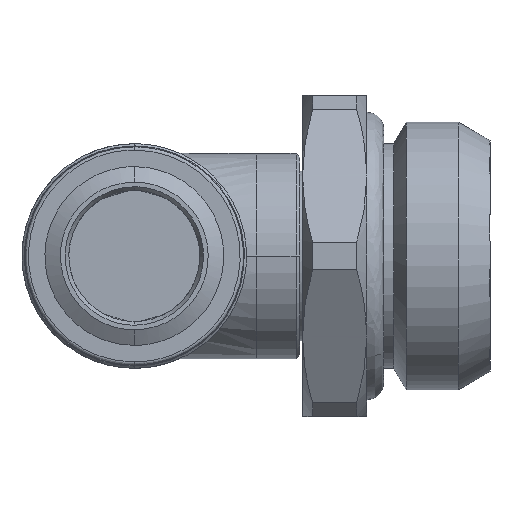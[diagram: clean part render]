
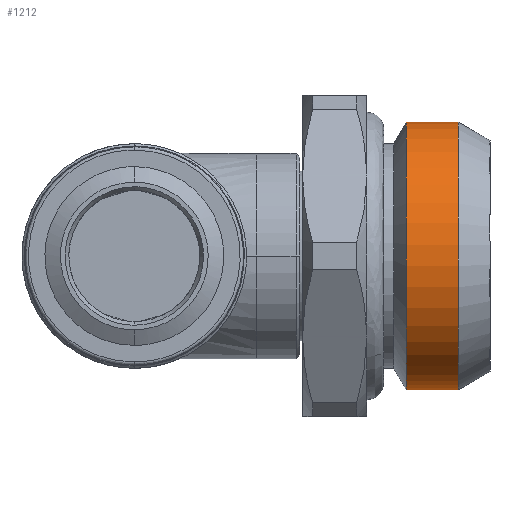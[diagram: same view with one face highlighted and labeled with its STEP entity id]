
A CAD part, left-side view. The second image highlights one B-rep face of the part: STEP entity #1212.
In plain terms, the highlighted free-form (B-spline) face has degree [1, 3] with [2, 4] control points.
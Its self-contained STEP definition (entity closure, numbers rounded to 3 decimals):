
#395 = VERTEX_POINT ( 'NONE', #5931 ) ;
#429 = EDGE_CURVE ( 'NONE', #6942, #9355, #9220, .T. ) ;
#583 = CARTESIAN_POINT ( 'NONE',  ( -20.87, -25.215, -10.435 ) ) ;
#590 =( BOUNDED_CURVE ( )  B_SPLINE_CURVE ( 3, ( #4684, #3932, #6955, #6080 ),
 .UNSPECIFIED., .F., .F. ) 
 B_SPLINE_CURVE_WITH_KNOTS ( ( 4, 4 ),
 ( -3.142, 0. ),
 .UNSPECIFIED. ) 
 CURVE ( )  GEOMETRIC_REPRESENTATION_ITEM ( )  RATIONAL_B_SPLINE_CURVE ( ( 1., 0.333, 0.333, 1. ) ) 
 REPRESENTATION_ITEM ( '' )  );
#1212 = ADVANCED_FACE ( 'NONE', ( #7507 ), #9809, .F. ) ;
#1271 = CARTESIAN_POINT ( 'NONE',  ( -20.87, -25.215, 10.435 ) ) ;
#1351 = ORIENTED_EDGE ( 'NONE', *, *, #429, .F. ) ;
#1704 = CARTESIAN_POINT ( 'NONE',  ( -20.87, -21.173, 10.435 ) ) ;
#1739 = CARTESIAN_POINT ( 'NONE',  ( -20.87, -25.215, 10.435 ) ) ;
#2044 = EDGE_LOOP ( 'NONE', ( #6721, #2528, #5655, #1351 ) ) ;
#2504 = CARTESIAN_POINT ( 'NONE',  ( -20.87, -21.173, -10.435 ) ) ;
#2528 = ORIENTED_EDGE ( 'NONE', *, *, #3267, .F. ) ;
#2624 = CARTESIAN_POINT ( 'NONE',  ( 0., -21.173, 10.435 ) ) ;
#2857 =( BOUNDED_CURVE ( )  B_SPLINE_CURVE ( 3, ( #9047, #1271, #583, #5917 ),
 .UNSPECIFIED., .F., .F. ) 
 B_SPLINE_CURVE_WITH_KNOTS ( ( 4, 4 ),
 ( -3.142, 0. ),
 .UNSPECIFIED. ) 
 CURVE ( )  GEOMETRIC_REPRESENTATION_ITEM ( )  RATIONAL_B_SPLINE_CURVE ( ( 1., 0.333, 0.333, 1. ) ) 
 REPRESENTATION_ITEM ( '' )  );
#3259 = CARTESIAN_POINT ( 'NONE',  ( 0., -25.215, 10.435 ) ) ;
#3267 = EDGE_CURVE ( 'NONE', #395, #6358, #9597, .T. ) ;
#3926 = EDGE_CURVE ( 'NONE', #6942, #6358, #590, .T. ) ;
#3932 = CARTESIAN_POINT ( 'NONE',  ( -20.87, -21.173, 10.435 ) ) ;
#4289 = CARTESIAN_POINT ( 'NONE',  ( 0., -25.215, 10.435 ) ) ;
#4684 = CARTESIAN_POINT ( 'NONE',  ( 0., -21.173, 10.435 ) ) ;
#4797 = CARTESIAN_POINT ( 'NONE',  ( 0., -25.215, -10.435 ) ) ;
#5566 = CARTESIAN_POINT ( 'NONE',  ( 0., -25.215, -10.435 ) ) ;
#5655 = ORIENTED_EDGE ( 'NONE', *, *, #7834, .F. ) ;
#5917 = CARTESIAN_POINT ( 'NONE',  ( 0., -25.215, -10.435 ) ) ;
#5931 = CARTESIAN_POINT ( 'NONE',  ( 0., -25.215, -10.435 ) ) ;
#6080 = CARTESIAN_POINT ( 'NONE',  ( 0., -21.173, -10.435 ) ) ;
#6358 = VERTEX_POINT ( 'NONE', #8337 ) ;
#6721 = ORIENTED_EDGE ( 'NONE', *, *, #3926, .T. ) ;
#6798 = CARTESIAN_POINT ( 'NONE',  ( 0., -21.173, 10.435 ) ) ;
#6942 = VERTEX_POINT ( 'NONE', #7172 ) ;
#6955 = CARTESIAN_POINT ( 'NONE',  ( -20.87, -21.173, -10.435 ) ) ;
#7098 = CARTESIAN_POINT ( 'NONE',  ( 0., -21.173, -10.435 ) ) ;
#7172 = CARTESIAN_POINT ( 'NONE',  ( 0., -21.173, 10.435 ) ) ;
#7507 = FACE_OUTER_BOUND ( 'NONE', #2044, .T. ) ;
#7806 = CARTESIAN_POINT ( 'NONE',  ( 0., -21.173, -10.435 ) ) ;
#7834 = EDGE_CURVE ( 'NONE', #9355, #395, #2857, .T. ) ;
#8337 = CARTESIAN_POINT ( 'NONE',  ( 0., -21.173, -10.435 ) ) ;
#8447 = CARTESIAN_POINT ( 'NONE',  ( 0., -25.215, 10.435 ) ) ;
#8601 = CARTESIAN_POINT ( 'NONE',  ( -20.87, -25.215, -10.435 ) ) ;
#9047 = CARTESIAN_POINT ( 'NONE',  ( 0., -25.215, 10.435 ) ) ;
#9220 = B_SPLINE_CURVE_WITH_KNOTS ( 'NONE', 1,
 ( #6798, #8447 ),
 .UNSPECIFIED., .F., .F.,
 ( 2, 2 ),
 ( -1., 0. ),
 .UNSPECIFIED. ) ;
#9355 = VERTEX_POINT ( 'NONE', #4289 ) ;
#9597 = B_SPLINE_CURVE_WITH_KNOTS ( 'NONE', 1,
 ( #5566, #7098 ),
 .UNSPECIFIED., .F., .F.,
 ( 2, 2 ),
 ( -1., 0. ),
 .UNSPECIFIED. ) ;
#9809 =( BOUNDED_SURFACE ( )  B_SPLINE_SURFACE ( 1, 3, ( 
 ( #2624, #1704, #2504, #7806 ),
 ( #3259, #1739, #8601, #4797 ) ),
 .UNSPECIFIED., .F., .F., .T. ) 
 B_SPLINE_SURFACE_WITH_KNOTS ( ( 2, 2 ),
 ( 4, 4 ),
 ( 0., 1. ),
 ( 0., 1. ),
 .UNSPECIFIED. ) 
 GEOMETRIC_REPRESENTATION_ITEM ( )  RATIONAL_B_SPLINE_SURFACE ( (
 ( 1., 0.333, 0.333, 1.),
 ( 1., 0.333, 0.333, 1.) ) ) 
 REPRESENTATION_ITEM ( '' )  SURFACE ( )  );
